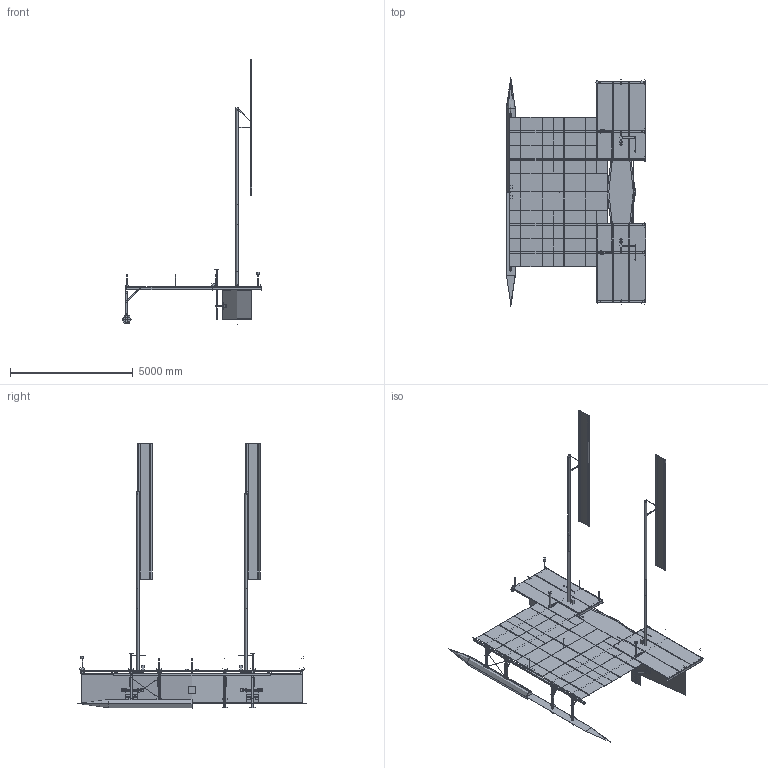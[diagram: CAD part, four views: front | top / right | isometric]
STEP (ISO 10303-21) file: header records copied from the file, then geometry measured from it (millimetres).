
FILE_DESCRIPTION(('FreeCAD Model'),'2;1');
FILE_NAME('Open CASCADE Shape Model','2026-02-01T18:27:25',(''),(''), 'Open CASCADE STEP processor 7.8','FreeCAD','Unknown');
FILE_SCHEMA(('AUTOMOTIVE_DESIGN { 1 0 10303 214 1 1 1 1 }'));
Length unit declared in the file: millimetre
Products named in the file (249): rp2_beaching_design; Mirrored_Biru; Aka_0__aluminum_; Stanchion_0__steel_; Cleat__steel_; Pillar_0__aluminum_; Open CASCADE STEP translator 7.8 1.1.4.1; Gusset_spine_to_aka_right_0__aluminum_; Gusset_spine_to_aka_left_0__aluminum_; Gusset_pillar_to_spine_right_0__aluminum_; Gusset_pillar_to_spine_left_0__aluminum_; Gusset_pillar_to_ama_top_right_0__aluminum_; Gusset_pillar_to_ama_top_left_0__aluminum_; Gusset_pillar_to_ama_bottom_right_0__aluminum_; Gusset_pillar_to_ama_bottom_left_0__aluminum_; Gusset_pillar_to_ama_inside_right_0__aluminum_; Gusset_pillar_to_ama_inside_left_0__aluminum_; Pillar_Brace_Kuning_0__aluminum_; Open CASCADE STEP translator 7.8 1.1.15.1; Pillar_Brace_Biru_0__aluminum_; Open CASCADE STEP translator 7.8 1.1.16.1; Aka_1__aluminum_; Stanchion_1__steel_; Cleat__steel_001; Pillar_1__aluminum_; Open CASCADE STEP translator 7.8 1.1.20.1; Gusset_spine_to_aka_right_1__aluminum_; Gusset_spine_to_aka_left_1__aluminum_; Gusset_pillar_to_spine_right_1__aluminum_; Gusset_pillar_to_spine_left_1__aluminum_; Gusset_pillar_to_ama_top_right_1__aluminum_; Gusset_pillar_to_ama_top_left_1__aluminum_; Gusset_pillar_to_ama_bottom_right_1__aluminum_; Gusset_pillar_to_ama_bottom_left_1__aluminum_; Gusset_pillar_to_ama_inside_right_1__aluminum_; Gusset_pillar_to_ama_inside_left_1__aluminum_; Pillar_Brace_Kuning_1__aluminum_; Open CASCADE STEP translator 7.8 1.1.31.1; Pillar_Brace_Biru_1__aluminum_; Open CASCADE STEP translator 7.8 1.1.32.1 ...
Assembly tree (706 placements, depth 4):
  rp2_beaching_design
    Mirrored_Biru
      Aka_0__aluminum_
      Stanchion_0__steel_
      Cleat__steel_
      Pillar_0__aluminum_
        Open CASCADE STEP translator 7.8 1.1.4.1
      Gusset_spine_to_aka_right_0__aluminum_
      Gusset_spine_to_aka_left_0__aluminum_
      Gusset_pillar_to_spine_right_0__aluminum_
      Gusset_pillar_to_spine_left_0__aluminum_
      Gusset_pillar_to_ama_top_right_0__aluminum_
      Gusset_pillar_to_ama_top_left_0__aluminum_
      Gusset_pillar_to_ama_bottom_right_0__aluminum_
      Gusset_pillar_to_ama_bottom_left_0__aluminum_
      Gusset_pillar_to_ama_inside_right_0__aluminum_
      Gusset_pillar_to_ama_inside_left_0__aluminum_
      Pillar_Brace_Kuning_0__aluminum_
        Open CASCADE STEP translator 7.8 1.1.15.1
      Pillar_Brace_Biru_0__aluminum_
        Open CASCADE STEP translator 7.8 1.1.16.1
      Aka_1__aluminum_
      Stanchion_1__steel_
      Cleat__steel_001
      Pillar_1__aluminum_
        Open CASCADE STEP translator 7.8 1.1.20.1
      Gusset_spine_to_aka_right_1__aluminum_
      Gusset_spine_to_aka_left_1__aluminum_
      Gusset_pillar_to_spine_right_1__aluminum_
      Gusset_pillar_to_spine_left_1__aluminum_
      Gusset_pillar_to_ama_top_right_1__aluminum_
      Gusset_pillar_to_ama_top_left_1__aluminum_
      Gusset_pillar_to_ama_bottom_right_1__aluminum_
      Gusset_pillar_to_ama_bottom_left_1__aluminum_
      Gusset_pillar_to_ama_inside_right_1__aluminum_
      Gusset_pillar_to_ama_inside_left_1__aluminum_
      Pillar_Brace_Kuning_1__aluminum_
        Open CASCADE STEP translator 7.8 1.1.31.1
      Pillar_Brace_Biru_1__aluminum_
        Open CASCADE STEP translator 7.8 1.1.32.1
      Cross_Brace_1_0__aluminum_
      Cross_Brace_2_0__aluminum_
      Spine_Cleat__steel_
      Aka_End__aluminum_
      Outer_Stanchion__aluminum_
      Outer_Navigation_Light__plastic_
      Outer_Cleat__steel_
      Inner_Stanchion__aluminum_
      Inner_Navigation_Light__plastic_
      Stringer_a_0__aluminum_
        Open CASCADE STEP translator 7.8 1.1.42.1
      Stringer_b_0__aluminum_
        Open CASCADE STEP translator 7.8 1.1.43.1
      Stringer_a_1__aluminum_
        Open CASCADE STEP translator 7.8 1.1.44.1
      Stringer_b_1__aluminum_
        Open CASCADE STEP translator 7.8 1.1.45.1
      Panel_0_0__solar_
      Panel_0_1__solar_dark_
      Panel_1_0__solar_dark_
Bounding box: 5675.9 x 9300 x 10755 mm (x, y, z)
Volume: 36714196505.4 mm3; surface area: 992840530.7 mm2
Topology: 618 solids, 636 shells, 4668 faces, 9894 edges, 6552 vertices
Faces by surface type: plane 2346, bspline 1956, cylinder 261, extrusion 54, sphere 36, cone 15
Full cylindrical faces by diameter (mm): 5 x6, 10 x42, 14 x18, 16 x30, 19 x6, 20 x18, 25 x6, 50 x6, 57.9 x12, 63.5 x12, 80 x6, 120 x9, 127 x6, 139.7 x12, 150 x6, 152.4 x9, 170 x24, 174 x3, 252.4 x3, 350 x3
Entity records: 49833 total; most frequent: CARTESIAN_POINT 13762, ORIENTED_EDGE 6502, DIRECTION 5300, EDGE_CURVE 3251, VERTEX_POINT 2182, AXIS2_PLACEMENT_3D 1868, FACE_BOUND 1749, EDGE_LOOP 1747
